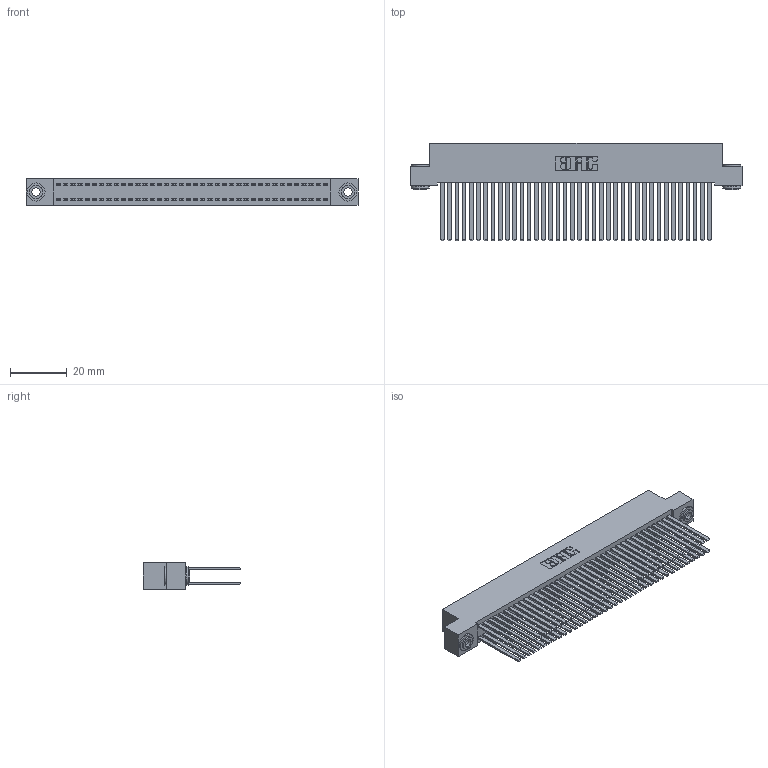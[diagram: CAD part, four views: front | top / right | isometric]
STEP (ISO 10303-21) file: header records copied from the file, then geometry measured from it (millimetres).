
FILE_DESCRIPTION (( 'STEP AP203' ), '1' );
FILE_NAME ('342-076-544-203.STEP', '2018-08-13T12:34:55', ( '' ), ( '' ), 'SwSTEP 2.0', 'SolidWorks 2016', '' );
FILE_SCHEMA (( 'CONFIG_CONTROL_DESIGN' ));
Length unit declared in the file: inch
Products named in the file (4): 342 Part_.156 TH; 345-292-001_345-293-144; 342-250-002_345-250-002-102; 342-076-544-203
Assembly tree (79 placements, depth 2):
  342-076-544-203
    342 Part_.156 TH
    345-292-001_345-293-144  x76
    342-250-002_345-250-002-102  x2
Bounding box: 116.84 x 34.3 x 9.4 mm (x, y, z)
Volume: 11567.3 mm3; surface area: 21894.6 mm2
Topology: 79 solids, 79 shells, 3644 faces, 10787 edges, 7086 vertices
Faces by surface type: plane 2508, cylinder 1128, cone 8
Entity records: 25298 total; most frequent: CARTESIAN_POINT 4169, ORIENTED_EDGE 4098, DIRECTION 3599, EDGE_CURVE 2049, VECTOR 1901, LINE 1901, VERTEX_POINT 1362, AXIS2_PLACEMENT_3D 849
